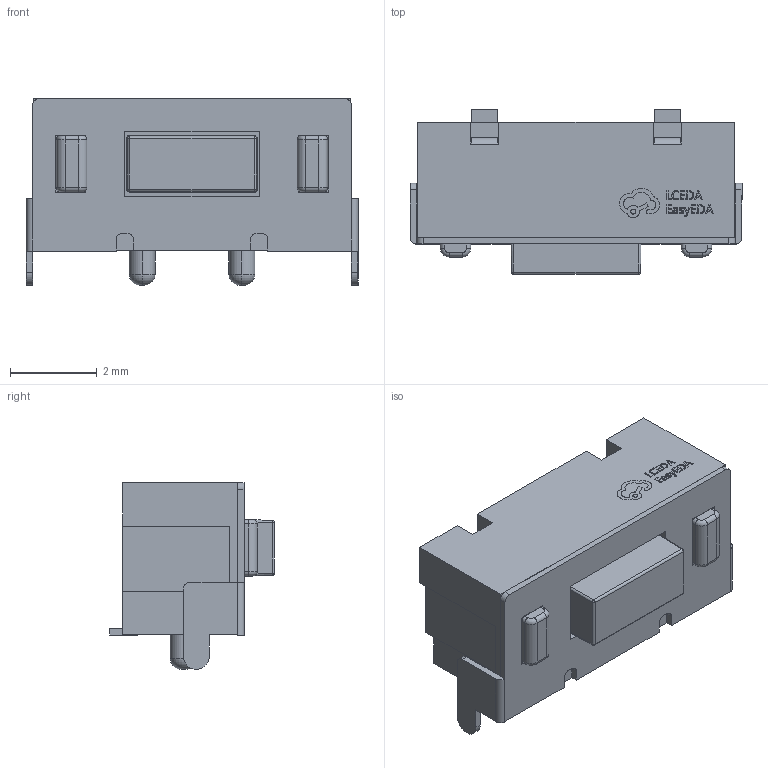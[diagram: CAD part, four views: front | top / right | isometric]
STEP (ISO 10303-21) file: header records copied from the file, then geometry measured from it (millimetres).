
FILE_DESCRIPTION (( 'STEP AP214' ), '1' );
FILE_NAME ('SW-SMD_YIYUAN_YTS1C003XXX.step', '2022-07-26T16:04:27', ( '' ), ( '' ), 'SwSTEP 2.0', 'SolidWorks 2020', '' );
FILE_SCHEMA (( 'AUTOMOTIVE_DESIGN' ));
Length unit declared in the file: millimetre
Products named in the file (1): SW-SMD_YIYUAN_YTS1C003XXX
Bounding box: 7.65 x 3.8 x 4.3 mm (x, y, z)
Volume: 71.1 mm3; surface area: 194.8 mm2
Topology: 17 solids, 17 shells, 479 faces, 1259 edges, 824 vertices
Faces by surface type: plane 301, bspline 112, cylinder 50, torus 12, sphere 4
Entity records: 21204 total; most frequent: CARTESIAN_POINT 4705, ORIENTED_EDGE 2510, DIRECTION 1865, EDGE_CURVE 1255, VECTOR 909, LINE 909, VERTEX_POINT 824, EDGE_LOOP 511
